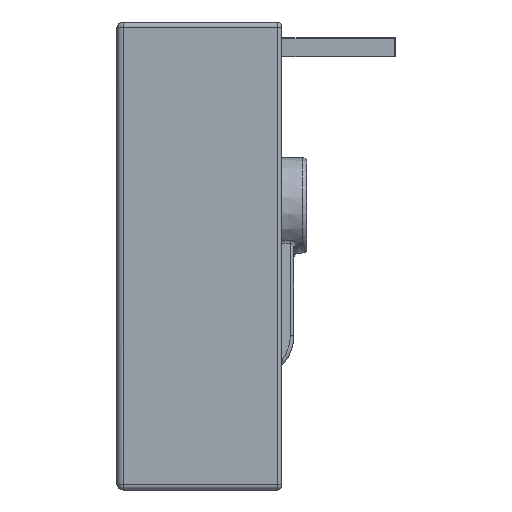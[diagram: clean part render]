
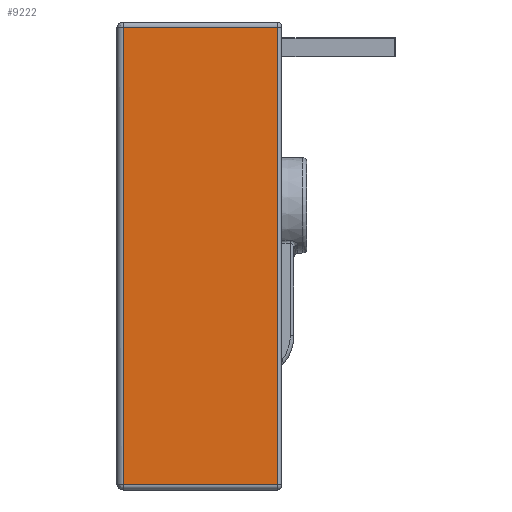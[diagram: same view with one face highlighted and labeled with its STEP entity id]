
A CAD part, left-side view. The second image highlights one B-rep face of the part: STEP entity #9222.
In plain terms, the highlighted planar face has unit normal (-1, 0, 0).
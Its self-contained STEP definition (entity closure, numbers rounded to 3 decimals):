
#651 = VECTOR ( 'NONE', #10279, 1000. ) ;
#759 = ORIENTED_EDGE ( 'NONE', *, *, #8959, .T. ) ;
#902 = EDGE_LOOP ( 'NONE', ( #759, #1272, #6204, #4567 ) ) ;
#1252 = LINE ( 'NONE', #10030, #2121 ) ;
#1272 = ORIENTED_EDGE ( 'NONE', *, *, #6260, .T. ) ;
#1607 = VERTEX_POINT ( 'NONE', #4027 ) ;
#2121 = VECTOR ( 'NONE', #9231, 1000. ) ;
#2125 = EDGE_CURVE ( 'NONE', #7921, #1607, #4393, .T. ) ;
#2243 = CARTESIAN_POINT ( 'NONE',  ( -250., 130., -181. ) ) ;
#2353 = CARTESIAN_POINT ( 'NONE',  ( -250., 3., 181. ) ) ;
#2737 = DIRECTION ( 'NONE',  ( 0., 0., 1. ) ) ;
#3172 = VERTEX_POINT ( 'NONE', #4928 ) ;
#3788 = CARTESIAN_POINT ( 'NONE',  ( -250., 125., -181. ) ) ;
#4027 = CARTESIAN_POINT ( 'NONE',  ( -250., 125., 181. ) ) ;
#4393 = LINE ( 'NONE', #5284, #8278 ) ;
#4422 = CARTESIAN_POINT ( 'NONE',  ( -250., 130., 185. ) ) ;
#4567 = ORIENTED_EDGE ( 'NONE', *, *, #4845, .T. ) ;
#4749 = LINE ( 'NONE', #2243, #651 ) ;
#4845 = EDGE_CURVE ( 'NONE', #1607, #6846, #1252, .T. ) ;
#4928 = CARTESIAN_POINT ( 'NONE',  ( -250., 3., -181. ) ) ;
#5284 = CARTESIAN_POINT ( 'NONE',  ( -250., 130., 181. ) ) ;
#5572 = AXIS2_PLACEMENT_3D ( 'NONE', #4422, #9155, #8404 ) ;
#5682 = VECTOR ( 'NONE', #2737, 1000. ) ;
#6204 = ORIENTED_EDGE ( 'NONE', *, *, #2125, .T. ) ;
#6260 = EDGE_CURVE ( 'NONE', #3172, #7921, #10025, .T. ) ;
#6811 = FACE_OUTER_BOUND ( 'NONE', #902, .T. ) ;
#6846 = VERTEX_POINT ( 'NONE', #3788 ) ;
#7921 = VERTEX_POINT ( 'NONE', #2353 ) ;
#8278 = VECTOR ( 'NONE', #10183, 1000. ) ;
#8404 = DIRECTION ( 'NONE',  ( 0., 0., -1. ) ) ;
#8422 = CARTESIAN_POINT ( 'NONE',  ( -250., 3., 181. ) ) ;
#8959 = EDGE_CURVE ( 'NONE', #6846, #3172, #4749, .T. ) ;
#9155 = DIRECTION ( 'NONE',  ( 1., 0., 0. ) ) ;
#9222 = ADVANCED_FACE ( 'NONE', ( #6811 ), #10056, .F. ) ;
#9231 = DIRECTION ( 'NONE',  ( 0., 0., -1. ) ) ;
#10025 = LINE ( 'NONE', #8422, #5682 ) ;
#10030 = CARTESIAN_POINT ( 'NONE',  ( -250., 125., 185. ) ) ;
#10056 = PLANE ( 'NONE',  #5572 ) ;
#10183 = DIRECTION ( 'NONE',  ( 0., 1., 0. ) ) ;
#10279 = DIRECTION ( 'NONE',  ( 0., -1., 0. ) ) ;
